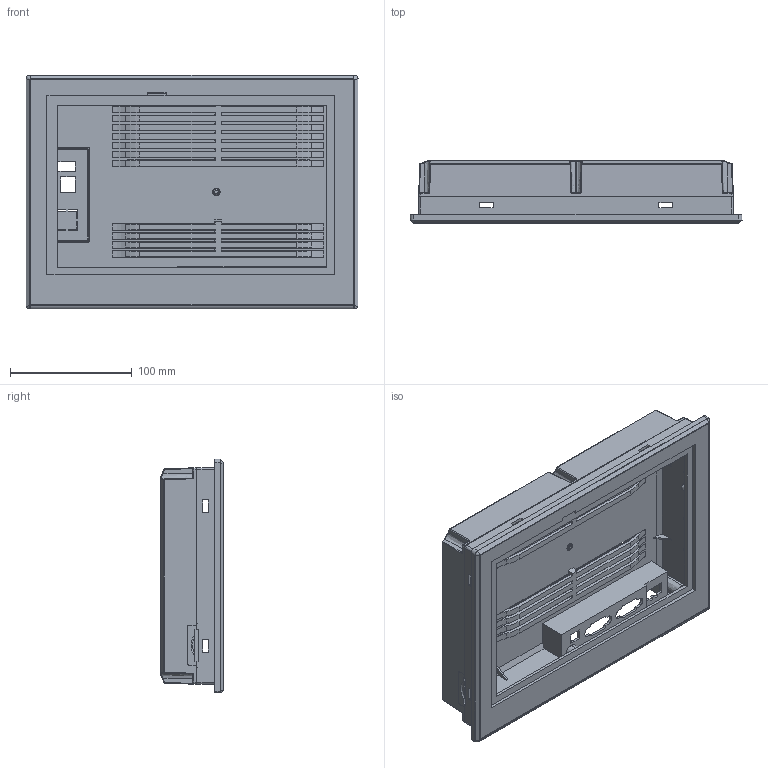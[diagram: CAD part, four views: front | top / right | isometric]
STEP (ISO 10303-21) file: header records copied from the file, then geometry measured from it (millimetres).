
FILE_DESCRIPTION(/* description */ (''),/* implementation_level */ '2;1');
FILE_NAME(/* name */ '101英~1',/* time_stamp */ '2020-12-25T13:38:14+08:00',/* author */ (''),/* organization */ (''),/* preprocessor_version */ 'ST-DEVELOPER v15',/* originating_system */ '',/* authorisation */ '');
FILE_SCHEMA (('AUTOMOTIVE_DESIGN'));
Products named in the file (2): Document; THA65-M2-100604
Assembly tree (1 placements, depth 2):
  Document
    THA65-M2-100604
Bounding box: 272.2 x 51.2 x 191.68 mm (x, y, z)
Volume: 188083.6 mm3; surface area: 277786.9 mm2
Topology: 1 solids, 5 shells, 2744 faces, 7954 edges, 5216 vertices
Faces by surface type: plane 1915, bspline 829
Entity records: 104197 total; most frequent: CARTESIAN_POINT 53935, ORIENTED_EDGE 15855, EDGE_CURVE 7946, B_SPLINE_CURVE_WITH_KNOTS 6845, VERTEX_POINT 5216, EDGE_LOOP 2854, ADVANCED_FACE 2741, FACE_OUTER_BOUND 2741
